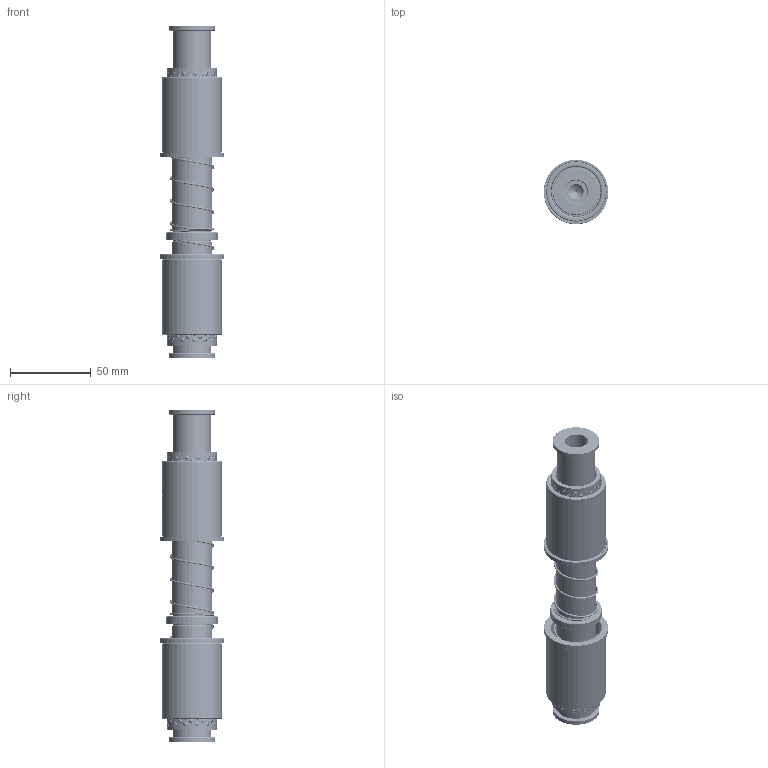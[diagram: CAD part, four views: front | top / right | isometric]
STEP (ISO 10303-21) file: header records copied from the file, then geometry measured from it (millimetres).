
FILE_DESCRIPTION (( 'STEP AP214' ), '1' );
FILE_NAME ('BJGPH BSGPH-D25-LA100-LB50-絳杶50.STEP', '2021-09-30T00:11:46', ( 'User' ), ( 'china' ), 'SwSTEP 2.0', 'SolidWorks 2016', '' );
FILE_SCHEMA (( 'AUTOMOTIVE_DESIGN' ));
Length unit declared in the file: millimetre
Products named in the file (10): GBBH--D37-d31-L50; GBBH-D37-d31-L50; BSH BJH-D30.5-25.5-L45; BALL-D3; HWP-B-D27.9-d25.5-L90; HWP-B-D27.9-d25.5-L40; GGTK-D29-d24 - 25; GPWH-D25-100-50-10; BJGPH BSGPH-D25-LA100-LB50-絳杶50
Assembly tree (270 placements, depth 3):
  BJGPH BSGPH-D25-LA100-LB50-絳杶50
    GPWH-D25-100-50-10
    GGTK-D29-d24 - 25  x2
    HWP-B-D27.9-d25.5-L40
    HWP-B-D27.9-d25.5-L90
    BSH BJH-D30.5-25.5-L45  x2
      BSH BJH-D30.5-25.5-L45
      BALL-D3
    GBBH-D37-d31-L50
    GBBH--D37-d31-L50
Bounding box: 40 x 40 x 206 mm (x, y, z)
Volume: 144369 mm3; surface area: 91324.2 mm2
Topology: 529 solids, 529 shells, 2290 faces, 9952 edges, 6604 vertices
Faces by surface type: sphere 2080, cylinder 68, cone 68, plane 42, torus 20, bspline 12
Entity records: 51152 total; most frequent: CARTESIAN_POINT 31114, ORIENTED_EDGE 4024, DIRECTION 3528, EDGE_CURVE 2012, AXIS2_PLACEMENT_3D 1688, VERTEX_POINT 1318, EDGE_LOOP 1222, B_SPLINE_CURVE_WITH_KNOTS 1132
